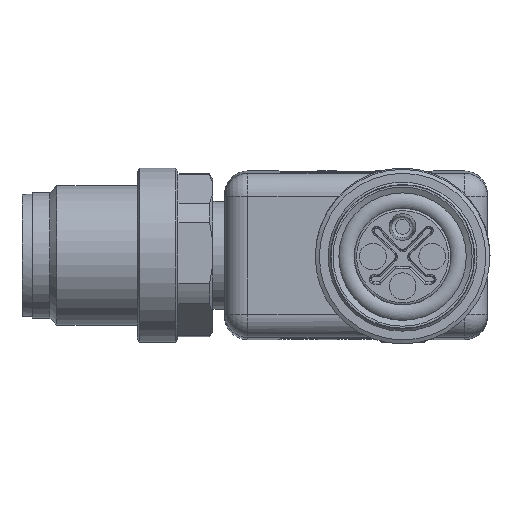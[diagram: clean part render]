
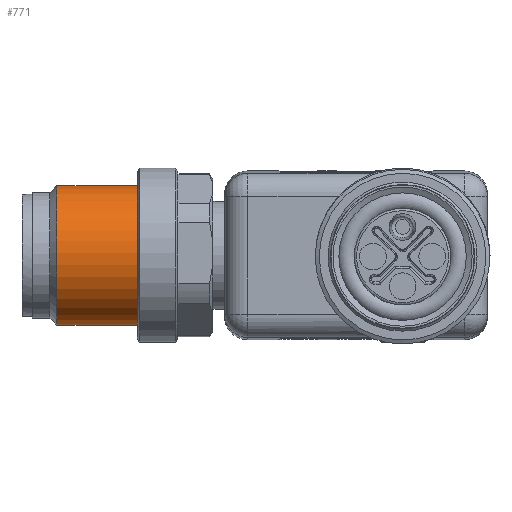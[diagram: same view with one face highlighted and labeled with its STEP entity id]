
A CAD part, left-side view. The second image highlights one B-rep face of the part: STEP entity #771.
In plain terms, the highlighted cylindrical face has radius 6 mm (diameter 12 mm), a full revolution.
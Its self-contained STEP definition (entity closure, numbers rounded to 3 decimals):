
#429=FACE_BOUND('',#1757,.T.);
#430=FACE_BOUND('',#1758,.T.);
#771=ADVANCED_FACE('',(#429,#430),#1049,.T.);
#1049=CYLINDRICAL_SURFACE('',#7094,6.);
#1757=EDGE_LOOP('',(#3104));
#1758=EDGE_LOOP('',(#3105));
#3104=ORIENTED_EDGE('',*,*,#5098,.F.);
#3105=ORIENTED_EDGE('',*,*,#5097,.T.);
#4326=VERTEX_POINT('',#13079);
#4327=VERTEX_POINT('',#13082);
#5097=EDGE_CURVE('',#4326,#4326,#6464,.T.);
#5098=EDGE_CURVE('',#4327,#4327,#6465,.T.);
#6464=CIRCLE('',#7091,6.);
#6465=CIRCLE('',#7093,6.);
#7091=AXIS2_PLACEMENT_3D('',#13078,#8541,#8542);
#7093=AXIS2_PLACEMENT_3D('',#13081,#8545,#8546);
#7094=AXIS2_PLACEMENT_3D('',#13083,#8547,#8548);
#8541=DIRECTION('',(0.,1.,0.));
#8542=DIRECTION('',(-0.475,0.,0.88));
#8545=DIRECTION('',(0.,1.,0.));
#8546=DIRECTION('',(-0.475,0.,0.88));
#8547=DIRECTION('',(0.,1.,0.));
#8548=DIRECTION('',(-0.475,0.,0.88));
#13078=CARTESIAN_POINT('',(164.6,72.8,0.));
#13079=CARTESIAN_POINT('',(161.752,72.8,5.281));
#13081=CARTESIAN_POINT('',(164.6,79.7,0.));
#13082=CARTESIAN_POINT('',(161.752,79.7,5.281));
#13083=CARTESIAN_POINT('',(164.6,81.8,0.));
